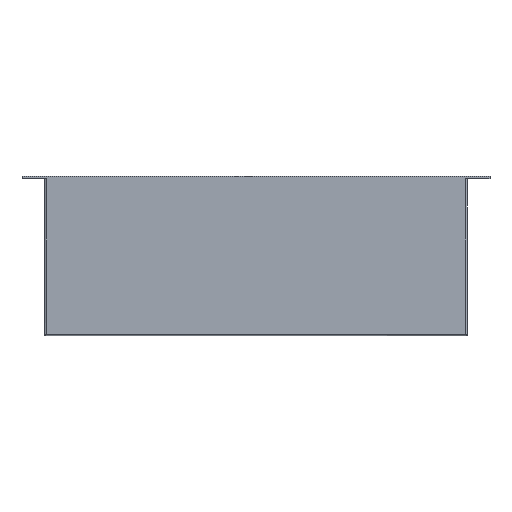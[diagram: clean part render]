
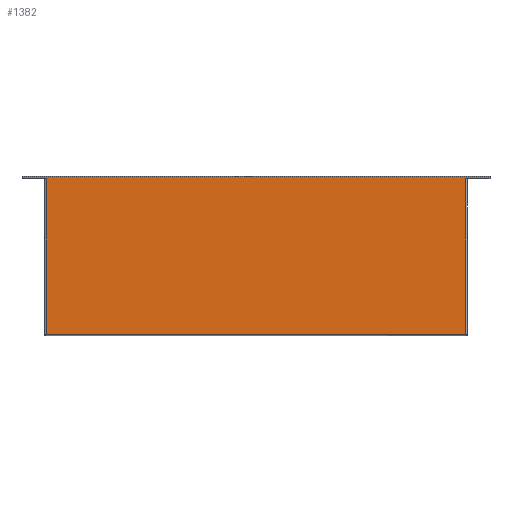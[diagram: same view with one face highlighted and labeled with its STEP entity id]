
A CAD part, front view. The second image highlights one B-rep face of the part: STEP entity #1382.
In plain terms, the highlighted planar face has unit normal (0, -1, 0).
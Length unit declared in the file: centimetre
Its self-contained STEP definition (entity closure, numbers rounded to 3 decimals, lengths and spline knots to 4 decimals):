
#57=PLANE('',#1481);
#127=VERTEX_POINT('',#1879);
#128=VERTEX_POINT('',#1880);
#132=VERTEX_POINT('',#1889);
#133=VERTEX_POINT('',#1894);
#182=VERTEX_POINT('',#2004);
#189=VERTEX_POINT('',#2017);
#222=VERTEX_POINT('',#2125);
#223=VERTEX_POINT('',#2127);
#262=VECTOR('',#1540,1.);
#264=VECTOR('',#1550,1.);
#267=VECTOR('',#1557,1.);
#302=VECTOR('',#1634,1.);
#355=VECTOR('',#1725,1.);
#356=VECTOR('',#1726,1.);
#357=VECTOR('',#1727,1.);
#419=LINE('',#1878,#262);
#421=LINE('',#1890,#264);
#424=LINE('',#1897,#267);
#459=LINE('',#2003,#302);
#512=LINE('',#2124,#355);
#513=LINE('',#2126,#356);
#514=LINE('',#2128,#357);
#576=EDGE_CURVE('',#127,#128,#419,.T.);
#581=EDGE_CURVE('',#132,#127,#421,.T.);
#585=EDGE_CURVE('',#128,#133,#424,.T.);
#638=EDGE_CURVE('',#182,#133,#459,.T.);
#646=EDGE_CURVE('',#132,#189,#459,.T.);
#701=EDGE_CURVE('',#189,#222,#512,.T.);
#702=EDGE_CURVE('',#222,#223,#513,.T.);
#703=EDGE_CURVE('',#182,#223,#514,.T.);
#987=ORIENTED_EDGE('',*,*,#646,.T.);
#988=ORIENTED_EDGE('',*,*,#701,.T.);
#989=ORIENTED_EDGE('',*,*,#702,.T.);
#990=ORIENTED_EDGE('',*,*,#703,.F.);
#991=ORIENTED_EDGE('',*,*,#638,.T.);
#992=ORIENTED_EDGE('',*,*,#585,.F.);
#993=ORIENTED_EDGE('',*,*,#576,.F.);
#994=ORIENTED_EDGE('',*,*,#581,.F.);
#1226=EDGE_LOOP('',(#987,#988,#989,#990,#991,#992,#993,#994));
#1306=FACE_BOUND('',#1226,.T.);
#1382=ADVANCED_FACE('',(#1306),#57,.T.);
#1481=AXIS2_PLACEMENT_3D('',#2123,#1724,$);
#1540=DIRECTION('',(-1.,0.,0.));
#1550=DIRECTION('',(0.,0.,-1.));
#1557=DIRECTION('',(0.,0.,1.));
#1634=DIRECTION('',(1.,0.,0.));
#1724=DIRECTION('',(0.,-1.,0.));
#1725=DIRECTION('',(0.,0.,1.));
#1726=DIRECTION('',(-1.,0.,0.));
#1727=DIRECTION('',(0.,0.,1.));
#1878=CARTESIAN_POINT('',(10.85,0.,-16.06));
#1879=CARTESIAN_POINT('',(21.71,0.,-16.06));
#1880=CARTESIAN_POINT('',(-21.71,0.,-16.06));
#1889=CARTESIAN_POINT('',(21.71,0.,0.));
#1890=CARTESIAN_POINT('',(21.71,0.,-4.05));
#1894=CARTESIAN_POINT('',(-21.71,0.,0.));
#1897=CARTESIAN_POINT('',(-21.71,0.,-4.05));
#2003=CARTESIAN_POINT('',(-24.2,0.,0.));
#2004=CARTESIAN_POINT('',(-24.2,0.,0.));
#2017=CARTESIAN_POINT('',(24.2,0.,0.));
#2123=CARTESIAN_POINT('',(0.,0.,0.));
#2124=CARTESIAN_POINT('',(24.2,0.,0.));
#2125=CARTESIAN_POINT('',(24.2,0.,0.25));
#2126=CARTESIAN_POINT('',(-24.2,0.,0.25));
#2127=CARTESIAN_POINT('',(-24.2,0.,0.25));
#2128=CARTESIAN_POINT('',(-24.2,0.,0.));
